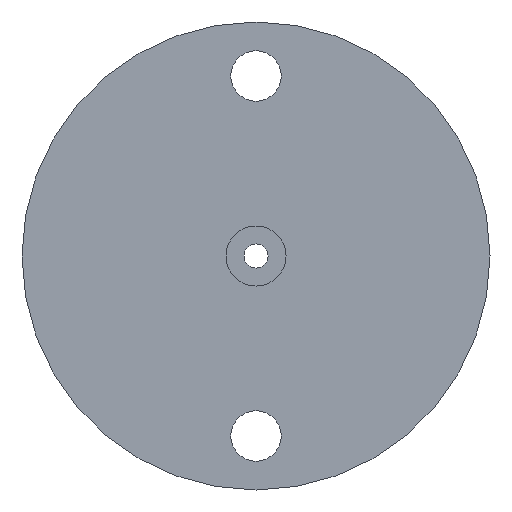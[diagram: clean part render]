
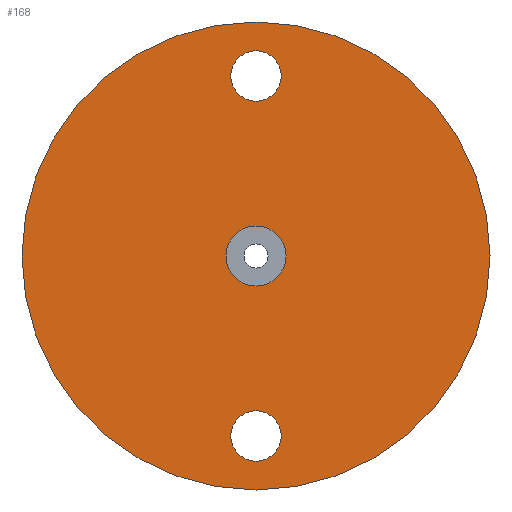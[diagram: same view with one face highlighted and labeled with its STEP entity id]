
A CAD part, front view. The second image highlights one B-rep face of the part: STEP entity #168.
In plain terms, the highlighted planar face has unit normal (0, -1, 0).
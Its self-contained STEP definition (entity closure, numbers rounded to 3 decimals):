
#23=PLANE('',#197);
#37=FACE_BOUND('',#77,.T.);
#38=FACE_BOUND('',#78,.T.);
#39=FACE_BOUND('',#79,.T.);
#51=FACE_OUTER_BOUND('',#76,.T.);
#76=EDGE_LOOP('',(#146));
#77=EDGE_LOOP('',(#147));
#78=EDGE_LOOP('',(#148));
#79=EDGE_LOOP('',(#149));
#81=CIRCLE('',#174,2.5);
#90=CIRCLE('',#190,2.1);
#91=CIRCLE('',#192,2.1);
#93=CIRCLE('',#195,19.5);
#95=VERTEX_POINT('',#262);
#104=VERTEX_POINT('',#287);
#105=VERTEX_POINT('',#290);
#107=VERTEX_POINT('',#295);
#109=EDGE_CURVE('',#95,#95,#81,.T.);
#118=EDGE_CURVE('',#104,#104,#90,.T.);
#119=EDGE_CURVE('',#105,#105,#91,.T.);
#121=EDGE_CURVE('',#107,#107,#93,.T.);
#146=ORIENTED_EDGE('',*,*,#121,.F.);
#147=ORIENTED_EDGE('',*,*,#109,.T.);
#148=ORIENTED_EDGE('',*,*,#119,.F.);
#149=ORIENTED_EDGE('',*,*,#118,.F.);
#168=ADVANCED_FACE('',(#51,#37,#38,#39),#23,.F.);
#174=AXIS2_PLACEMENT_3D('',#263,#207,#208);
#190=AXIS2_PLACEMENT_3D('',#288,#239,#240);
#192=AXIS2_PLACEMENT_3D('',#291,#243,#244);
#195=AXIS2_PLACEMENT_3D('',#296,#249,#250);
#197=AXIS2_PLACEMENT_3D('',#298,#253,#254);
#207=DIRECTION('center_axis',(0.,1.,0.));
#208=DIRECTION('ref_axis',(1.,0.,0.));
#239=DIRECTION('center_axis',(0.,-1.,0.));
#240=DIRECTION('ref_axis',(1.,0.,0.));
#243=DIRECTION('center_axis',(0.,-1.,0.));
#244=DIRECTION('ref_axis',(1.,0.,0.));
#249=DIRECTION('center_axis',(0.,1.,0.));
#250=DIRECTION('ref_axis',(1.,0.,0.));
#253=DIRECTION('center_axis',(0.,1.,0.));
#254=DIRECTION('ref_axis',(1.,0.,0.));
#262=CARTESIAN_POINT('',(-452.5,0.,0.));
#263=CARTESIAN_POINT('Origin',(-450.,0.,0.));
#287=CARTESIAN_POINT('',(-452.1,0.,-15.));
#288=CARTESIAN_POINT('Origin',(-450.,0.,-15.));
#290=CARTESIAN_POINT('',(-452.1,0.,15.));
#291=CARTESIAN_POINT('Origin',(-450.,0.,15.));
#295=CARTESIAN_POINT('',(-469.5,0.,0.));
#296=CARTESIAN_POINT('Origin',(-450.,0.,0.));
#298=CARTESIAN_POINT('Origin',(-450.,0.,0.));
